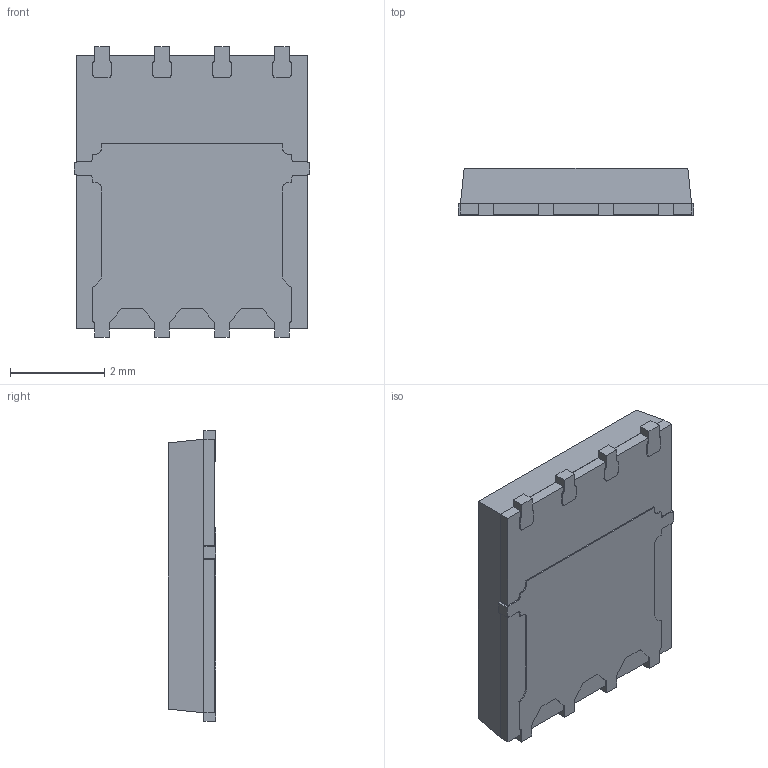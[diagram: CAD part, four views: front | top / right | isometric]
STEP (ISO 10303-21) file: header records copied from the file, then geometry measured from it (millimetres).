
FILE_DESCRIPTION (( 'STEP AP214' ), '1' );
FILE_NAME ('FDMS86200-D.STEP', '2022-02-08T20:10:12', ( 'ADMIN' ), ( '' ), 'SwSTEP 2.0', 'SolidWorks 2016', '' );
FILE_SCHEMA (( 'AUTOMOTIVE_DESIGN' ));
Length unit declared in the file: millimetre
Products named in the file (1): FDMS86200-D
Bounding box: 5 x 1 x 6.16 mm (x, y, z)
Volume: 27.6 mm3; surface area: 145.5 mm2
Topology: 12 solids, 12 shells, 253 faces, 684 edges, 455 vertices
Faces by surface type: plane 173, cylinder 80
Entity records: 8067 total; most frequent: CARTESIAN_POINT 1393, ORIENTED_EDGE 1368, DIRECTION 1352, EDGE_CURVE 684, VECTOR 524, LINE 524, VERTEX_POINT 455, AXIS2_PLACEMENT_3D 414
